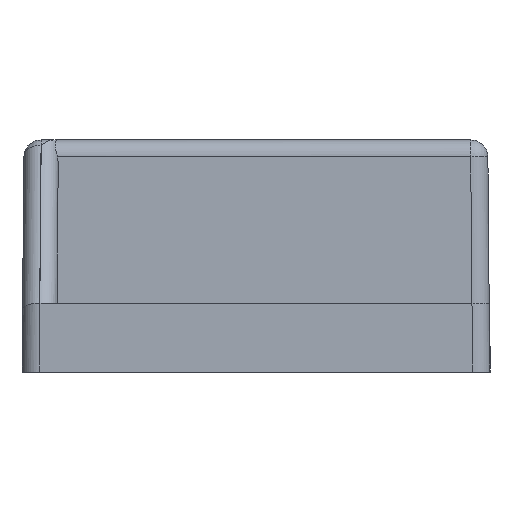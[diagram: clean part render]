
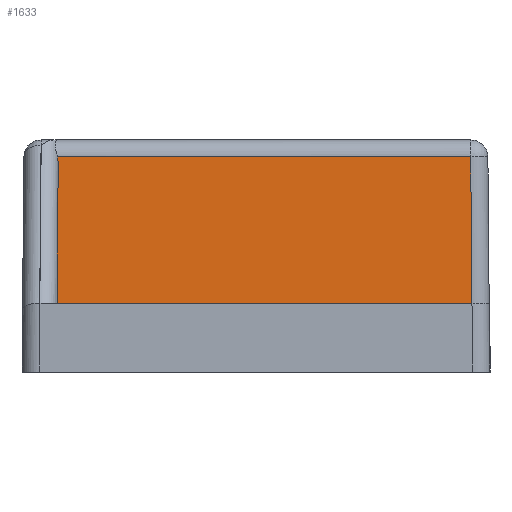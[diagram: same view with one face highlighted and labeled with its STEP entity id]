
A CAD part, left-side view. The second image highlights one B-rep face of the part: STEP entity #1633.
In plain terms, the highlighted planar face has unit normal (-1, 0, 0.009).
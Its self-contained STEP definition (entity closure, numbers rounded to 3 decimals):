
#1129 = EDGE_CURVE ( 'NONE', #1130, #1131, #2470, .T. ) ;
#1130 = VERTEX_POINT ( 'NONE', #2400 ) ;
#1131 = VERTEX_POINT ( 'NONE', #2399 ) ;
#1502 = EDGE_CURVE ( 'NONE', #1560, #1503, #3497, .T. ) ;
#1503 = VERTEX_POINT ( 'NONE', #3493 ) ;
#1504 = ORIENTED_EDGE ( 'NONE', *, *, #1505, .T. ) ;
#1505 = EDGE_CURVE ( 'NONE', #1503, #1131, #3558, .T. ) ;
#1506 = ORIENTED_EDGE ( 'NONE', *, *, #1129, .F. ) ;
#1555 = ORIENTED_EDGE ( 'NONE', *, *, #1556, .T. ) ;
#1556 = EDGE_CURVE ( 'NONE', #1130, #1557, #3590, .T. ) ;
#1557 = VERTEX_POINT ( 'NONE', #3586 ) ;
#1558 = ORIENTED_EDGE ( 'NONE', *, *, #1559, .T. ) ;
#1559 = EDGE_CURVE ( 'NONE', #1557, #1560, #3696, .T. ) ;
#1560 = VERTEX_POINT ( 'NONE', #3692 ) ;
#1561 = ORIENTED_EDGE ( 'NONE', *, *, #1502, .T. ) ;
#1633 = ADVANCED_FACE ( 'NONE', ( #3937 ), #3754, .T. ) ;
#1634 = EDGE_LOOP ( 'NONE', ( #1555, #1558, #1561, #1504, #1506 ) ) ;
#2399 = CARTESIAN_POINT ( 'NONE',  ( 9.502, 25.095, 12.072 ) ) ;
#2400 = CARTESIAN_POINT ( 'NONE',  ( 9.432, 25.165, 4. ) ) ;
#2401 = DIRECTION ( 'NONE',  ( 0.009, -0.009, 1. ) ) ;
#2402 = VECTOR ( 'NONE', #2401, 1000. ) ;
#2403 = CARTESIAN_POINT ( 'NONE',  ( 9.541, 25.055, 16.57 ) ) ;
#2470 = LINE ( 'NONE', #2403, #2402 ) ;
#3493 = CARTESIAN_POINT ( 'NONE',  ( 9.506, 25.139, 12.509 ) ) ;
#3494 = DIRECTION ( 'NONE',  ( 0., 1., 0. ) ) ;
#3495 = VECTOR ( 'NONE', #3494, 1000. ) ;
#3496 = CARTESIAN_POINT ( 'NONE',  ( 9.506, 25.082, 12.509 ) ) ;
#3497 = LINE ( 'NONE', #3496, #3495 ) ;
#3558 =( BOUNDED_CURVE ( )  B_SPLINE_CURVE ( 3, ( #3562, #3561, #3560, #3559 ),
 .UNSPECIFIED., .F., .T. ) 
 B_SPLINE_CURVE_WITH_KNOTS ( ( 4, 4 ),
 ( 4.402, 4.712 ),
 .UNSPECIFIED. ) 
 CURVE ( )  GEOMETRIC_REPRESENTATION_ITEM ( )  RATIONAL_B_SPLINE_CURVE ( ( 1., 0.992, 0.992, 1. ) ) 
 REPRESENTATION_ITEM ( '' )  );
#3559 = CARTESIAN_POINT ( 'NONE',  ( 9.502, 25.095, 12.072 ) ) ;
#3560 = CARTESIAN_POINT ( 'NONE',  ( 9.503, 25.093, 12.22 ) ) ;
#3561 = CARTESIAN_POINT ( 'NONE',  ( 9.505, 25.108, 12.367 ) ) ;
#3562 = CARTESIAN_POINT ( 'NONE',  ( 9.506, 25.139, 12.509 ) ) ;
#3586 = CARTESIAN_POINT ( 'NONE',  ( 9.432, 1.035, 4. ) ) ;
#3587 = DIRECTION ( 'NONE',  ( 0., -1., 0. ) ) ;
#3588 = VECTOR ( 'NONE', #3587, 1000. ) ;
#3589 = CARTESIAN_POINT ( 'NONE',  ( 9.432, 44.734, 4. ) ) ;
#3590 = LINE ( 'NONE', #3589, #3588 ) ;
#3692 = CARTESIAN_POINT ( 'NONE',  ( 9.506, 1.109, 12.509 ) ) ;
#3693 = DIRECTION ( 'NONE',  ( 0.009, 0.009, 1. ) ) ;
#3694 = VECTOR ( 'NONE', #3693, 1000. ) ;
#3695 = CARTESIAN_POINT ( 'NONE',  ( 9.515, 1.118, 13.491 ) ) ;
#3696 = LINE ( 'NONE', #3695, #3694 ) ;
#3749 = DIRECTION ( 'NONE',  ( 0.009, 0., 1. ) ) ;
#3750 = DIRECTION ( 'NONE',  ( -1., 0., 0.009 ) ) ;
#3751 = CARTESIAN_POINT ( 'NONE',  ( 9.543, 44.734, 16.742 ) ) ;
#3752 = AXIS2_PLACEMENT_3D ( 'NONE', #3751, #3750, #3749 ) ;
#3754 = PLANE ( 'NONE',  #3752 ) ;
#3937 = FACE_OUTER_BOUND ( 'NONE', #1634, .T. ) ;
